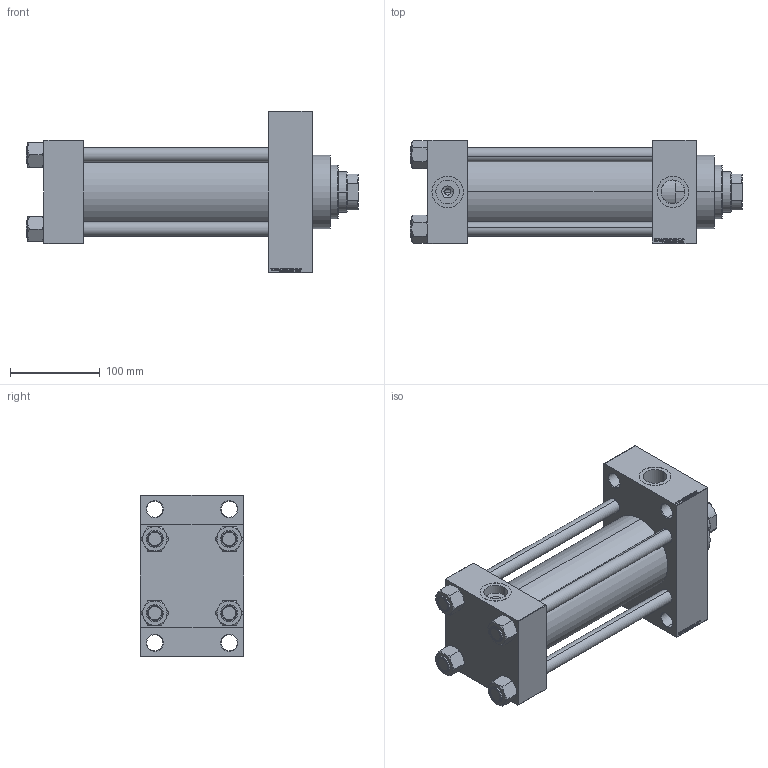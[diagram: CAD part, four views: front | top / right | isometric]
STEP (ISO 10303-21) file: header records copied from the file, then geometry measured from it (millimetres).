
FILE_DESCRIPTION (( 'STEP AP203' ), '1' );
FILE_NAME ('a186.STEP', '2022-04-15T12:08:56', ( '' ), ( '' ), 'SwSTEP 2.0', 'SolidWorks 2019', '' );
FILE_SCHEMA (( 'CONFIG_CONTROL_DESIGN' ));
Length unit declared in the file: millimetre
Products named in the file (6): a186; V215CR_D_Body be2e21a41985f54d26e546fa98988f95; NUT_M5_D be2e21a41985f54d26e546fa98988f95; V215CR_D_TYCINKA be2e21a41985f54d26e546fa98988f95; V215_VC_A be2e21a41985f54d26e546fa98988f95; V215CR_VCP_D be2e21a41985f54d26e546fa98988f95
Assembly tree (11 placements, depth 2):
  a186
    V215CR_D_Body be2e21a41985f54d26e546fa98988f95
    V215CR_VCP_D be2e21a41985f54d26e546fa98988f95
    NUT_M5_D be2e21a41985f54d26e546fa98988f95  x4
    V215CR_D_TYCINKA be2e21a41985f54d26e546fa98988f95  x4
    V215_VC_A be2e21a41985f54d26e546fa98988f95
Bounding box: 370 x 115 x 180 mm (x, y, z)
Volume: 2448557.4 mm3; surface area: 423282.6 mm2
Topology: 11 solids, 11 shells, 1159 faces, 2919 edges, 1895 vertices
Faces by surface type: plane 547, bspline 368, cone 144, cylinder 92, torus 8
Entity records: 47893 total; most frequent: CARTESIAN_POINT 25226, ORIENTED_EDGE 5102, DIRECTION 3309, EDGE_CURVE 2551, VERTEX_POINT 1673, LINE 1533, VECTOR 1533, EDGE_LOOP 1136
